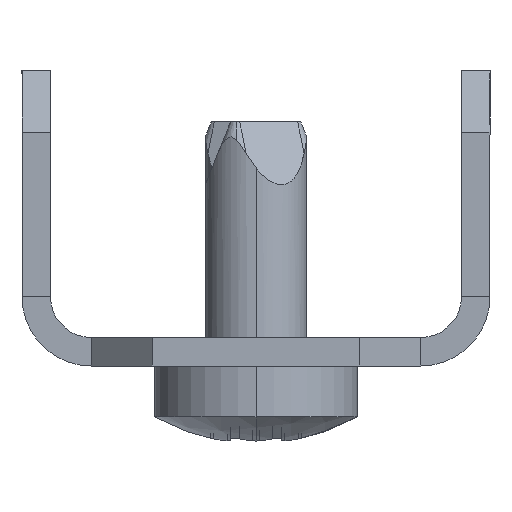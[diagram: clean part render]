
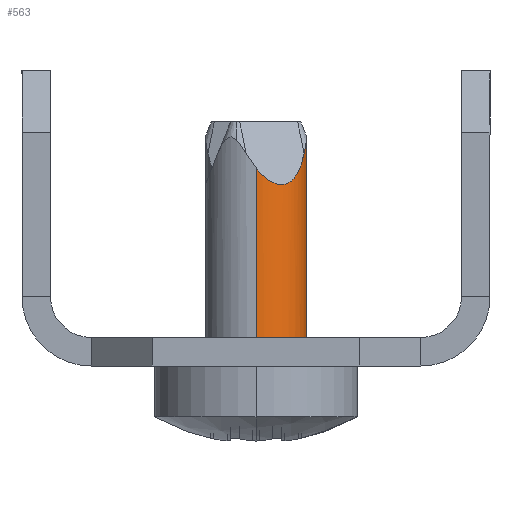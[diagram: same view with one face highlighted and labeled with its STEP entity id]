
A CAD part, left-side view. The second image highlights one B-rep face of the part: STEP entity #563.
In plain terms, the highlighted cylindrical face has radius 2.5 mm (diameter 5 mm), a partial arc.
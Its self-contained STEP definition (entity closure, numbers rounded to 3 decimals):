
#135 = CARTESIAN_POINT ( 'NONE',  ( 0.351, -14.882, -2.477 ) ) ;
#176 = DIRECTION ( 'NONE',  ( 0., 1., 0. ) ) ;
#404 = CARTESIAN_POINT ( 'NONE',  ( 0.807, -14.235, -2.366 ) ) ;
#437 = VECTOR ( 'NONE', #1237, 1000. ) ;
#493 = CARTESIAN_POINT ( 'NONE',  ( 2.5, -3.8, 0. ) ) ;
#563 = ADVANCED_FACE ( 'NONE', ( #4509 ), #3426, .T. ) ;
#718 = CARTESIAN_POINT ( 'NONE',  ( 2.5, -13.535, 0. ) ) ;
#814 = CARTESIAN_POINT ( 'NONE',  ( 2.5, -12.164, -1.108 ) ) ;
#897 = CARTESIAN_POINT ( 'NONE',  ( -2.5, -13.535, 0. ) ) ;
#899 = VERTEX_POINT ( 'NONE', #493 ) ;
#906 = CARTESIAN_POINT ( 'NONE',  ( -0.054, -15.057, -2.5 ) ) ;
#912 = CARTESIAN_POINT ( 'NONE',  ( -0.807, -14.235, -2.366 ) ) ;
#972 = CARTESIAN_POINT ( 'NONE',  ( 0., 0., 0. ) ) ;
#1176 = VERTEX_POINT ( 'NONE', #718 ) ;
#1213 = ORIENTED_EDGE ( 'NONE', *, *, #3866, .F. ) ;
#1235 = EDGE_CURVE ( 'NONE', #3892, #5126, #4192, .T. ) ;
#1237 = DIRECTION ( 'NONE',  ( 0., 1., 0. ) ) ;
#1283 = CARTESIAN_POINT ( 'NONE',  ( -1.856, -12.431, -2.008 ) ) ;
#1371 = CARTESIAN_POINT ( 'NONE',  ( -0.196, -15.001, -2.493 ) ) ;
#1372 = VERTEX_POINT ( 'NONE', #404 ) ;
#1401 = CARTESIAN_POINT ( 'NONE',  ( 0.709, -14.405, -2.4 ) ) ;
#1551 = LINE ( 'NONE', #2535, #437 ) ;
#1738 = CARTESIAN_POINT ( 'NONE',  ( 0.19, -15.005, -2.493 ) ) ;
#1760 = CARTESIAN_POINT ( 'NONE',  ( -0.423, -14.802, -2.465 ) ) ;
#1805 = CARTESIAN_POINT ( 'NONE',  ( -0.355, -14.878, -2.476 ) ) ;
#2025 = AXIS2_PLACEMENT_3D ( 'NONE', #2319, #3526, #4753 ) ;
#2233 = CARTESIAN_POINT ( 'NONE',  ( 0.098, -15.046, -2.499 ) ) ;
#2319 = CARTESIAN_POINT ( 'NONE',  ( 0., -3.8, 0. ) ) ;
#2346 = DIRECTION ( 'NONE',  ( 0., 1., 0. ) ) ;
#2535 = CARTESIAN_POINT ( 'NONE',  ( 2.5, 0., 0. ) ) ;
#2707 = EDGE_LOOP ( 'NONE', ( #5303, #3398, #3767, #2751, #4538, #1213 ) ) ;
#2751 = ORIENTED_EDGE ( 'NONE', *, *, #4079, .F. ) ;
#3019 = CARTESIAN_POINT ( 'NONE',  ( -0.607, -14.569, -2.428 ) ) ;
#3035 = CARTESIAN_POINT ( 'NONE',  ( -0.807, -14.235, -2.366 ) ) ;
#3099 = VECTOR ( 'NONE', #2346, 1000. ) ;
#3191 = CARTESIAN_POINT ( 'NONE',  ( -2.5, -13.535, 0. ) ) ;
#3305 = EDGE_CURVE ( 'NONE', #4952, #1372, #3960, .T. ) ;
#3398 = ORIENTED_EDGE ( 'NONE', *, *, #5192, .F. ) ;
#3413 = CARTESIAN_POINT ( 'NONE',  ( 0.807, -14.235, -2.366 ) ) ;
#3426 = CYLINDRICAL_SURFACE ( 'NONE', #3678, 2.5 ) ;
#3428 = CARTESIAN_POINT ( 'NONE',  ( -0.104, -15.044, -2.498 ) ) ;
#3526 = DIRECTION ( 'NONE',  ( 0., 1., 0. ) ) ;
#3532 = DIRECTION ( 'NONE',  ( -1., 0., 0. ) ) ;
#3678 = AXIS2_PLACEMENT_3D ( 'NONE', #972, #176, #3532 ) ;
#3757 =( BOUNDED_CURVE ( )  B_SPLINE_CURVE ( 3, ( #897, #4241, #1283, #912 ),
 .UNSPECIFIED., .F., .T. ) 
 B_SPLINE_CURVE_WITH_KNOTS ( ( 4, 4 ),
 ( 5.76, 7.002 ),
 .UNSPECIFIED. ) 
 CURVE ( )  GEOMETRIC_REPRESENTATION_ITEM ( )  RATIONAL_B_SPLINE_CURVE ( ( 1., 0.876, 0.876, 1. ) ) 
 REPRESENTATION_ITEM ( '' )  );
#3767 = ORIENTED_EDGE ( 'NONE', *, *, #3305, .F. ) ;
#3815 = CARTESIAN_POINT ( 'NONE',  ( 1.856, -12.431, -2.008 ) ) ;
#3855 = CARTESIAN_POINT ( 'NONE',  ( 0.417, -14.808, -2.466 ) ) ;
#3866 = EDGE_CURVE ( 'NONE', #899, #5126, #4620, .T. ) ;
#3871 = CARTESIAN_POINT ( 'NONE',  ( -0.238, -14.973, -2.489 ) ) ;
#3892 = VERTEX_POINT ( 'NONE', #3191 ) ;
#3905 = CARTESIAN_POINT ( 'NONE',  ( 0.603, -14.575, -2.429 ) ) ;
#3924 =( BOUNDED_CURVE ( )  B_SPLINE_CURVE ( 3, ( #3413, #3815, #814, #4897 ),
 .UNSPECIFIED., .F., .T. ) 
 B_SPLINE_CURVE_WITH_KNOTS ( ( 4, 4 ),
 ( 5.565, 6.807 ),
 .UNSPECIFIED. ) 
 CURVE ( )  GEOMETRIC_REPRESENTATION_ITEM ( )  RATIONAL_B_SPLINE_CURVE ( ( 1., 0.876, 0.876, 1. ) ) 
 REPRESENTATION_ITEM ( '' )  );
#3960 = B_SPLINE_CURVE_WITH_KNOTS ( 'NONE', 3,
 ( #3035, #4300, #3019, #1760, #1805, #3871, #1371, #3428, #906, #4659, #2233, #1738, #4276, #135, #3855, #3905, #1401, #4646 ),
 .UNSPECIFIED., .F., .F.,
 ( 4, 2, 2, 2, 2, 2, 2, 2, 4 ),
 ( 0.001, 0.002, 0.002, 0.002, 0.002, 0.003, 0.003, 0.003, 0.004 ),
 .UNSPECIFIED. ) ;
#4079 = EDGE_CURVE ( 'NONE', #3892, #4952, #3757, .T. ) ;
#4132 = CARTESIAN_POINT ( 'NONE',  ( -0.807, -14.235, -2.366 ) ) ;
#4192 = LINE ( 'NONE', #5263, #3099 ) ;
#4241 = CARTESIAN_POINT ( 'NONE',  ( -2.5, -12.164, -1.108 ) ) ;
#4276 = CARTESIAN_POINT ( 'NONE',  ( 0.233, -14.977, -2.489 ) ) ;
#4300 = CARTESIAN_POINT ( 'NONE',  ( -0.71, -14.403, -2.399 ) ) ;
#4509 = FACE_OUTER_BOUND ( 'NONE', #2707, .T. ) ;
#4538 = ORIENTED_EDGE ( 'NONE', *, *, #1235, .T. ) ;
#4620 = CIRCLE ( 'NONE', #2025, 2.5 ) ;
#4646 = CARTESIAN_POINT ( 'NONE',  ( 0.807, -14.235, -2.366 ) ) ;
#4659 = CARTESIAN_POINT ( 'NONE',  ( 0.048, -15.058, -2.5 ) ) ;
#4753 = DIRECTION ( 'NONE',  ( -1., 0., 0. ) ) ;
#4897 = CARTESIAN_POINT ( 'NONE',  ( 2.5, -13.535, 0. ) ) ;
#4952 = VERTEX_POINT ( 'NONE', #4132 ) ;
#5014 = CARTESIAN_POINT ( 'NONE',  ( -2.5, -3.8, 0. ) ) ;
#5126 = VERTEX_POINT ( 'NONE', #5014 ) ;
#5173 = EDGE_CURVE ( 'NONE', #1176, #899, #1551, .T. ) ;
#5192 = EDGE_CURVE ( 'NONE', #1372, #1176, #3924, .T. ) ;
#5263 = CARTESIAN_POINT ( 'NONE',  ( -2.5, 0., 0. ) ) ;
#5303 = ORIENTED_EDGE ( 'NONE', *, *, #5173, .F. ) ;
